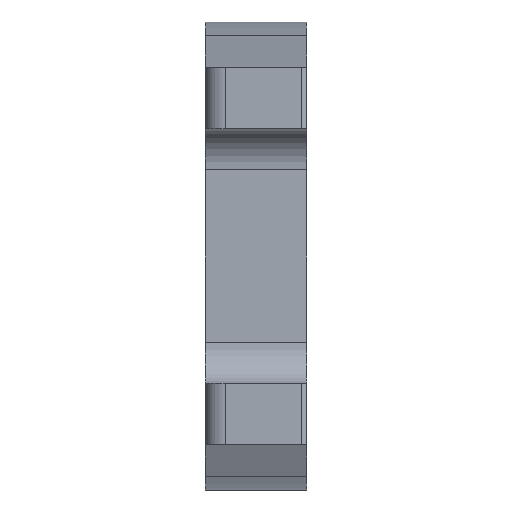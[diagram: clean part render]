
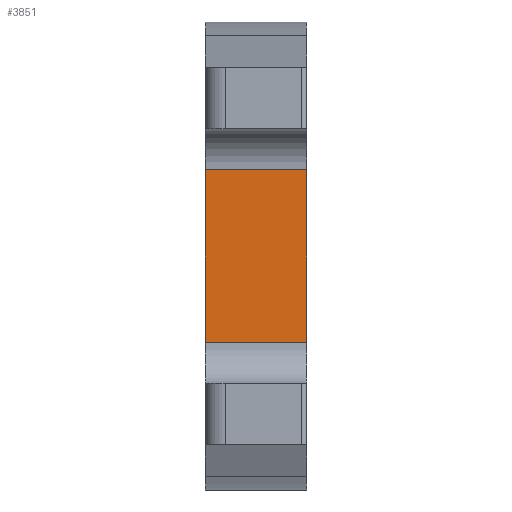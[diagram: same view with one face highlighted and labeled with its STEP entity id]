
A CAD part, left-side view. The second image highlights one B-rep face of the part: STEP entity #3851.
In plain terms, the highlighted planar face has unit normal (-1, 0, 0).
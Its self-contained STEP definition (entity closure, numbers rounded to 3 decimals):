
#7 = CARTESIAN_POINT ( 'NONE',  ( 9., -3.5, -8.5 ) ) ;
#150 = DIRECTION ( 'NONE',  ( 0., 0., 1. ) ) ;
#336 = VECTOR ( 'NONE', #150, 1000. ) ;
#361 = CARTESIAN_POINT ( 'NONE',  ( 9., 0., -8.5 ) ) ;
#482 = CARTESIAN_POINT ( 'NONE',  ( 9., -3.5, 8.5 ) ) ;
#734 = VECTOR ( 'NONE', #2668, 1000. ) ;
#1052 = VERTEX_POINT ( 'NONE', #7 ) ;
#1156 = EDGE_CURVE ( 'NONE', #2760, #1052, #3804, .T. ) ;
#1192 = ORIENTED_EDGE ( 'NONE', *, *, #1156, .T. ) ;
#1275 = PLANE ( 'NONE',  #1936 ) ;
#1651 = CARTESIAN_POINT ( 'NONE',  ( 9., 0., -12.5 ) ) ;
#1730 = DIRECTION ( 'NONE',  ( 0., 0., 1. ) ) ;
#1936 = AXIS2_PLACEMENT_3D ( 'NONE', #1651, #4715, #2795 ) ;
#1946 = VECTOR ( 'NONE', #1730, 1000. ) ;
#2060 = EDGE_CURVE ( 'NONE', #2760, #3113, #3179, .T. ) ;
#2079 = LINE ( 'NONE', #3565, #336 ) ;
#2312 = EDGE_CURVE ( 'NONE', #3078, #3113, #4689, .T. ) ;
#2348 = ORIENTED_EDGE ( 'NONE', *, *, #2060, .F. ) ;
#2668 = DIRECTION ( 'NONE',  ( 0., -1., 0. ) ) ;
#2760 = VERTEX_POINT ( 'NONE', #3899 ) ;
#2795 = DIRECTION ( 'NONE',  ( 0., 0., 1. ) ) ;
#3078 = VERTEX_POINT ( 'NONE', #482 ) ;
#3113 = VERTEX_POINT ( 'NONE', #3513 ) ;
#3179 = LINE ( 'NONE', #4719, #1946 ) ;
#3466 = ORIENTED_EDGE ( 'NONE', *, *, #4653, .T. ) ;
#3513 = CARTESIAN_POINT ( 'NONE',  ( 9., 6.5, 8.5 ) ) ;
#3521 = DIRECTION ( 'NONE',  ( 0., 1., 0. ) ) ;
#3565 = CARTESIAN_POINT ( 'NONE',  ( 9., -3.5, -12.5 ) ) ;
#3804 = LINE ( 'NONE', #361, #734 ) ;
#3823 = EDGE_LOOP ( 'NONE', ( #2348, #1192, #3466, #3868 ) ) ;
#3851 = ADVANCED_FACE ( 'NONE', ( #3938 ), #1275, .T. ) ;
#3868 = ORIENTED_EDGE ( 'NONE', *, *, #2312, .T. ) ;
#3882 = VECTOR ( 'NONE', #3521, 1000. ) ;
#3899 = CARTESIAN_POINT ( 'NONE',  ( 9., 6.5, -8.5 ) ) ;
#3938 = FACE_OUTER_BOUND ( 'NONE', #3823, .T. ) ;
#4289 = CARTESIAN_POINT ( 'NONE',  ( 9., 1.5, 8.5 ) ) ;
#4653 = EDGE_CURVE ( 'NONE', #1052, #3078, #2079, .T. ) ;
#4689 = LINE ( 'NONE', #4289, #3882 ) ;
#4715 = DIRECTION ( 'NONE',  ( -1., 0., 0. ) ) ;
#4719 = CARTESIAN_POINT ( 'NONE',  ( 9., 6.5, 0. ) ) ;
